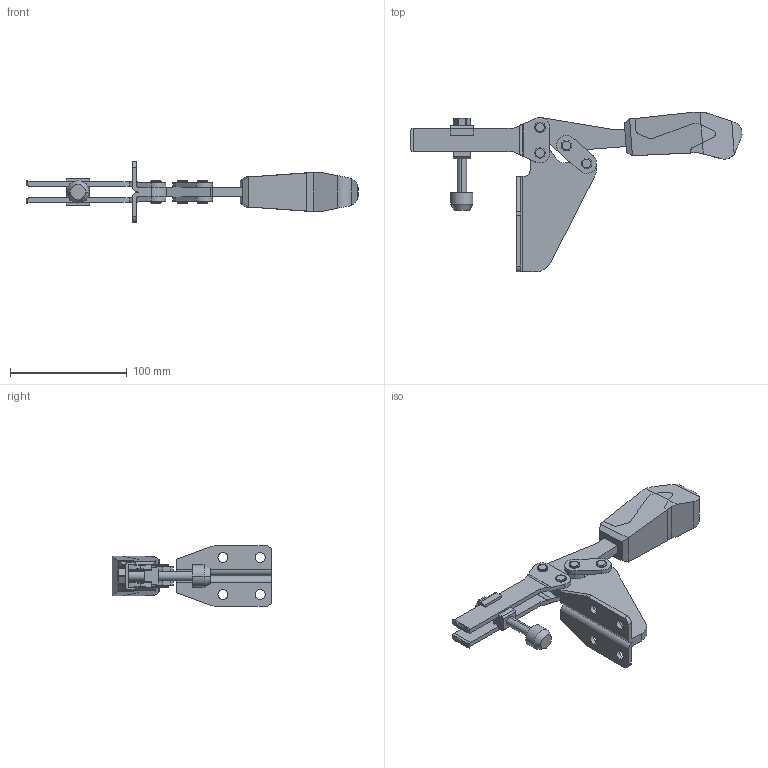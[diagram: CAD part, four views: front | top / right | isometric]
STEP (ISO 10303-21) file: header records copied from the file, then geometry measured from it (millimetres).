
FILE_DESCRIPTION (( 'STEP AP214' ), '1' );
FILE_NAME ('EH 23330.1025.STEP', '2019-10-25T05:34:46', ( '' ), ( '' ), 'SwSTEP 2.0', 'SolidWorks 2019', '' );
FILE_SCHEMA (( 'AUTOMOTIVE_DESIGN' ));
Length unit declared in the file: millimetre
Products named in the file (8): _146258.stp; _93047-2.stp; _93047-3_0.stp; _93542-1.stp; EH 23330.1025; _30MS-M8-4.stp; _93047-6_0.stp; _557248.stp
Assembly tree (7 placements, depth 2):
  EH 23330.1025
    _93542-1.stp
    _93047-6_0.stp
    _93047-2.stp
    _93047-3_0.stp
    _557248.stp
    _30MS-M8-4.stp
    _146258.stp
Bounding box: 284.76 x 137.04 x 52 mm (x, y, z)
Volume: 195448.6 mm3; surface area: 62050.7 mm2
Topology: 7 solids, 8 shells, 305 faces, 790 edges, 518 vertices
Faces by surface type: plane 141, cylinder 132, torus 16, cone 16
Entity records: 10213 total; most frequent: CARTESIAN_POINT 2068, DIRECTION 1582, ORIENTED_EDGE 1580, EDGE_CURVE 790, AXIS2_PLACEMENT_3D 567, VERTEX_POINT 518, LINE 448, VECTOR 448
